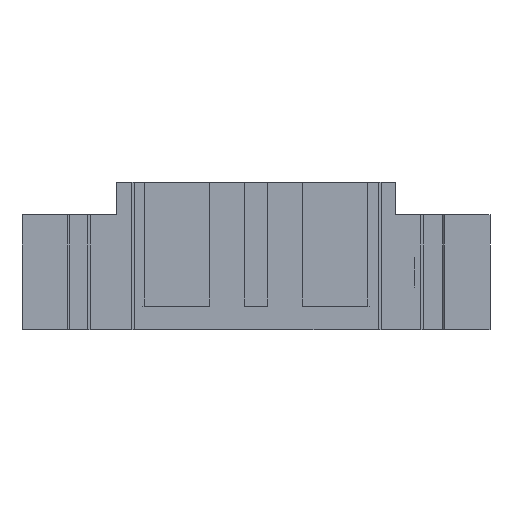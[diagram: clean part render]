
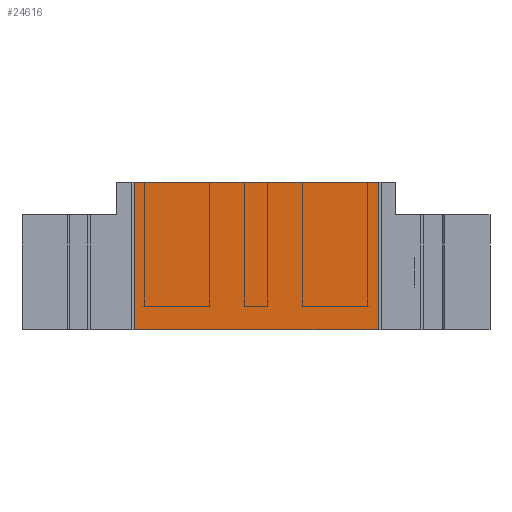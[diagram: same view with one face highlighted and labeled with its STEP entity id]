
A CAD part, front view. The second image highlights one B-rep face of the part: STEP entity #24616.
In plain terms, the highlighted planar face has unit normal (0, -1, 0).
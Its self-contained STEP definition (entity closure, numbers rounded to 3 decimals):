
#10319 = PLANE('',#10320);
#10320 = AXIS2_PLACEMENT_3D('',#10321,#10322,#10323);
#10321 = CARTESIAN_POINT('',(12.7,-127.9,5.));
#10322 = DIRECTION('',(0.,0.,1.));
#10323 = DIRECTION('',(0.,1.,0.));
#19699 = EDGE_CURVE('',#19700,#19702,#19704,.T.);
#19700 = VERTEX_POINT('',#19701);
#19701 = CARTESIAN_POINT('',(-8.25,-127.9,5.));
#19702 = VERTEX_POINT('',#19703);
#19703 = CARTESIAN_POINT('',(8.3,-127.9,5.));
#19704 = SURFACE_CURVE('',#19705,(#19709,#19716),.PCURVE_S1.);
#19705 = LINE('',#19706,#19707);
#19706 = CARTESIAN_POINT('',(-8.25,-127.9,5.));
#19707 = VECTOR('',#19708,1.);
#19708 = DIRECTION('',(1.,0.,0.));
#19709 = PCURVE('',#10319,#19710);
#19710 = DEFINITIONAL_REPRESENTATION('',(#19711),#19715);
#19711 = LINE('',#19712,#19713);
#19712 = CARTESIAN_POINT('',(0.,20.95));
#19713 = VECTOR('',#19714,1.);
#19714 = DIRECTION('',(0.,-1.));
#19715 = ( GEOMETRIC_REPRESENTATION_CONTEXT(2) 
PARAMETRIC_REPRESENTATION_CONTEXT() REPRESENTATION_CONTEXT('2D SPACE',''
  ) );
#19716 = PCURVE('',#19717,#19722);
#19717 = PLANE('',#19718);
#19718 = AXIS2_PLACEMENT_3D('',#19719,#19720,#19721);
#19719 = CARTESIAN_POINT('',(-9.5,-127.9,5.));
#19720 = DIRECTION('',(0.,1.,0.));
#19721 = DIRECTION('',(0.,0.,-1.));
#19722 = DEFINITIONAL_REPRESENTATION('',(#19723),#19727);
#19723 = LINE('',#19724,#19725);
#19724 = CARTESIAN_POINT('',(0.,-1.25));
#19725 = VECTOR('',#19726,1.);
#19726 = DIRECTION('',(0.,-1.));
#19727 = ( GEOMETRIC_REPRESENTATION_CONTEXT(2) 
PARAMETRIC_REPRESENTATION_CONTEXT() REPRESENTATION_CONTEXT('2D SPACE',''
  ) );
#19745 = PLANE('',#19746);
#19746 = AXIS2_PLACEMENT_3D('',#19747,#19748,#19749);
#19747 = CARTESIAN_POINT('',(8.3,-127.3,5.));
#19748 = DIRECTION('',(1.,0.,0.));
#19749 = DIRECTION('',(0.,0.,-1.));
#20044 = PLANE('',#20045);
#20045 = AXIS2_PLACEMENT_3D('',#20046,#20047,#20048);
#20046 = CARTESIAN_POINT('',(-8.25,-127.9,5.));
#20047 = DIRECTION('',(1.,0.,0.));
#20048 = DIRECTION('',(0.,0.,-1.));
#21507 = PLANE('',#21508);
#21508 = AXIS2_PLACEMENT_3D('',#21509,#21510,#21511);
#21509 = CARTESIAN_POINT('',(15.9,-128.,-5.));
#21510 = DIRECTION('',(0.,0.,-1.));
#21511 = DIRECTION('',(-1.,0.,0.));
#24616 = ADVANCED_FACE('',(#24617),#19717,.F.);
#24617 = FACE_BOUND('',#24618,.F.);
#24618 = EDGE_LOOP('',(#24619,#24642,#24665,#24686));
#24619 = ORIENTED_EDGE('',*,*,#24620,.T.);
#24620 = EDGE_CURVE('',#19702,#24621,#24623,.T.);
#24621 = VERTEX_POINT('',#24622);
#24622 = CARTESIAN_POINT('',(8.3,-127.9,-5.));
#24623 = SURFACE_CURVE('',#24624,(#24628,#24635),.PCURVE_S1.);
#24624 = LINE('',#24625,#24626);
#24625 = CARTESIAN_POINT('',(8.3,-127.9,-1.1));
#24626 = VECTOR('',#24627,1.);
#24627 = DIRECTION('',(0.,0.,-1.));
#24628 = PCURVE('',#19717,#24629);
#24629 = DEFINITIONAL_REPRESENTATION('',(#24630),#24634);
#24630 = LINE('',#24631,#24632);
#24631 = CARTESIAN_POINT('',(6.1,-17.8));
#24632 = VECTOR('',#24633,1.);
#24633 = DIRECTION('',(1.,0.));
#24634 = ( GEOMETRIC_REPRESENTATION_CONTEXT(2) 
PARAMETRIC_REPRESENTATION_CONTEXT() REPRESENTATION_CONTEXT('2D SPACE',''
  ) );
#24635 = PCURVE('',#19745,#24636);
#24636 = DEFINITIONAL_REPRESENTATION('',(#24637),#24641);
#24637 = LINE('',#24638,#24639);
#24638 = CARTESIAN_POINT('',(6.1,-0.6));
#24639 = VECTOR('',#24640,1.);
#24640 = DIRECTION('',(1.,0.));
#24641 = ( GEOMETRIC_REPRESENTATION_CONTEXT(2) 
PARAMETRIC_REPRESENTATION_CONTEXT() REPRESENTATION_CONTEXT('2D SPACE',''
  ) );
#24642 = ORIENTED_EDGE('',*,*,#24643,.F.);
#24643 = EDGE_CURVE('',#24644,#24621,#24646,.T.);
#24644 = VERTEX_POINT('',#24645);
#24645 = CARTESIAN_POINT('',(-8.25,-127.9,-5.));
#24646 = SURFACE_CURVE('',#24647,(#24651,#24658),.PCURVE_S1.);
#24647 = LINE('',#24648,#24649);
#24648 = CARTESIAN_POINT('',(-12.7,-127.9,-5.));
#24649 = VECTOR('',#24650,1.);
#24650 = DIRECTION('',(1.,0.,0.));
#24651 = PCURVE('',#19717,#24652);
#24652 = DEFINITIONAL_REPRESENTATION('',(#24653),#24657);
#24653 = LINE('',#24654,#24655);
#24654 = CARTESIAN_POINT('',(10.,3.2));
#24655 = VECTOR('',#24656,1.);
#24656 = DIRECTION('',(0.,-1.));
#24657 = ( GEOMETRIC_REPRESENTATION_CONTEXT(2) 
PARAMETRIC_REPRESENTATION_CONTEXT() REPRESENTATION_CONTEXT('2D SPACE',''
  ) );
#24658 = PCURVE('',#21507,#24659);
#24659 = DEFINITIONAL_REPRESENTATION('',(#24660),#24664);
#24660 = LINE('',#24661,#24662);
#24661 = CARTESIAN_POINT('',(28.6,0.1));
#24662 = VECTOR('',#24663,1.);
#24663 = DIRECTION('',(-1.,0.));
#24664 = ( GEOMETRIC_REPRESENTATION_CONTEXT(2) 
PARAMETRIC_REPRESENTATION_CONTEXT() REPRESENTATION_CONTEXT('2D SPACE',''
  ) );
#24665 = ORIENTED_EDGE('',*,*,#24666,.F.);
#24666 = EDGE_CURVE('',#19700,#24644,#24667,.T.);
#24667 = SURFACE_CURVE('',#24668,(#24672,#24679),.PCURVE_S1.);
#24668 = LINE('',#24669,#24670);
#24669 = CARTESIAN_POINT('',(-8.25,-127.9,5.));
#24670 = VECTOR('',#24671,1.);
#24671 = DIRECTION('',(0.,0.,-1.));
#24672 = PCURVE('',#19717,#24673);
#24673 = DEFINITIONAL_REPRESENTATION('',(#24674),#24678);
#24674 = LINE('',#24675,#24676);
#24675 = CARTESIAN_POINT('',(0.,-1.25));
#24676 = VECTOR('',#24677,1.);
#24677 = DIRECTION('',(1.,0.));
#24678 = ( GEOMETRIC_REPRESENTATION_CONTEXT(2) 
PARAMETRIC_REPRESENTATION_CONTEXT() REPRESENTATION_CONTEXT('2D SPACE',''
  ) );
#24679 = PCURVE('',#20044,#24680);
#24680 = DEFINITIONAL_REPRESENTATION('',(#24681),#24685);
#24681 = LINE('',#24682,#24683);
#24682 = CARTESIAN_POINT('',(0.,0.));
#24683 = VECTOR('',#24684,1.);
#24684 = DIRECTION('',(1.,0.));
#24685 = ( GEOMETRIC_REPRESENTATION_CONTEXT(2) 
PARAMETRIC_REPRESENTATION_CONTEXT() REPRESENTATION_CONTEXT('2D SPACE',''
  ) );
#24686 = ORIENTED_EDGE('',*,*,#19699,.T.);
